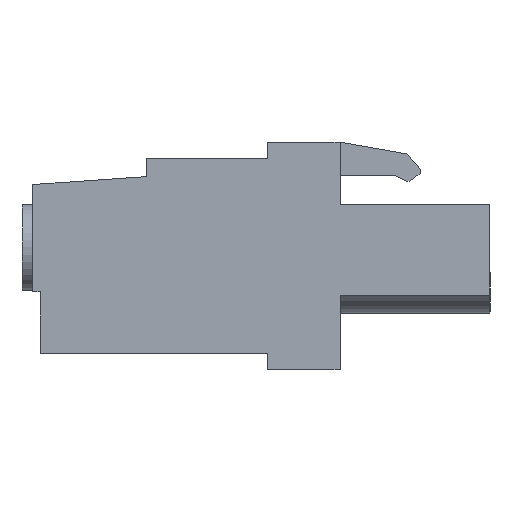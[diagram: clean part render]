
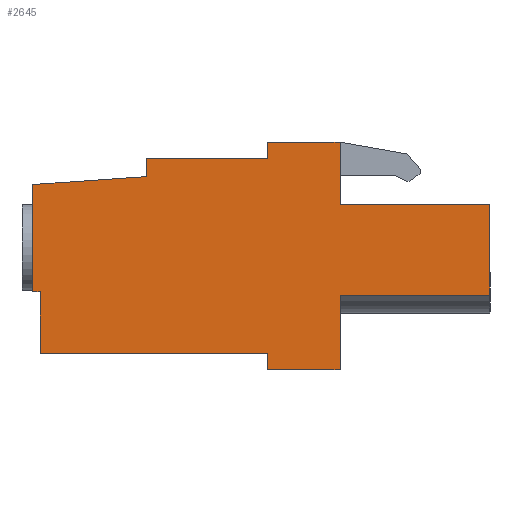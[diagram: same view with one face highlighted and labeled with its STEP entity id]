
A CAD part, left-side view. The second image highlights one B-rep face of the part: STEP entity #2645.
In plain terms, the highlighted planar face has unit normal (-1, 0, 0).
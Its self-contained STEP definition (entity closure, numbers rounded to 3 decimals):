
#84 = EDGE_CURVE ( 'NONE', #2236, #2704, #4949, .T. ) ;
#128 = CARTESIAN_POINT ( 'NONE',  ( 0., -8.3, -5. ) ) ;
#280 = ORIENTED_EDGE ( 'NONE', *, *, #2246, .F. ) ;
#286 = ORIENTED_EDGE ( 'NONE', *, *, #2110, .F. ) ;
#324 = CARTESIAN_POINT ( 'NONE',  ( 0., 17., 1.115 ) ) ;
#597 = VECTOR ( 'NONE', #3137, 1000. ) ;
#659 = ORIENTED_EDGE ( 'NONE', *, *, #5748, .F. ) ;
#701 = CARTESIAN_POINT ( 'NONE',  ( 0., 17., 1.115 ) ) ;
#765 = VECTOR ( 'NONE', #5124, 1000. ) ;
#769 = LINE ( 'NONE', #1183, #2283 ) ;
#929 = VECTOR ( 'NONE', #4108, 1000. ) ;
#940 = LINE ( 'NONE', #6356, #2458 ) ;
#944 = ORIENTED_EDGE ( 'NONE', *, *, #2919, .F. ) ;
#945 = LINE ( 'NONE', #1483, #2282 ) ;
#981 = CARTESIAN_POINT ( 'NONE',  ( 0., 0., -5. ) ) ;
#1183 = CARTESIAN_POINT ( 'NONE',  ( 0., 16.6, -8.235 ) ) ;
#1420 = EDGE_CURVE ( 'NONE', #2623, #4989, #3631, .T. ) ;
#1450 = DIRECTION ( 'NONE',  ( 0., 0., -1. ) ) ;
#1468 = DIRECTION ( 'NONE',  ( 0., 0., -1. ) ) ;
#1483 = CARTESIAN_POINT ( 'NONE',  ( 0., 0., 3.46 ) ) ;
#1554 = EDGE_CURVE ( 'NONE', #5869, #4912, #6864, .T. ) ;
#1562 = ORIENTED_EDGE ( 'NONE', *, *, #5234, .F. ) ;
#1593 = VERTEX_POINT ( 'NONE', #7181 ) ;
#1616 = LINE ( 'NONE', #2769, #2972 ) ;
#1628 = DIRECTION ( 'NONE',  ( 0., -0.998, 0.07 ) ) ;
#1801 = VERTEX_POINT ( 'NONE', #2320 ) ;
#1870 = CARTESIAN_POINT ( 'NONE',  ( 0., 0., -9.14 ) ) ;
#1879 = ORIENTED_EDGE ( 'NONE', *, *, #6911, .F. ) ;
#1907 = VECTOR ( 'NONE', #3826, 1000. ) ;
#2079 = LINE ( 'NONE', #5437, #6401 ) ;
#2094 = LINE ( 'NONE', #4777, #2278 ) ;
#2110 = EDGE_CURVE ( 'NONE', #3858, #2236, #7280, .T. ) ;
#2144 = EDGE_CURVE ( 'NONE', #5260, #5869, #940, .T. ) ;
#2149 = DIRECTION ( 'NONE',  ( 0., 0., 1. ) ) ;
#2236 = VERTEX_POINT ( 'NONE', #4280 ) ;
#2246 = EDGE_CURVE ( 'NONE', #4989, #5063, #2094, .T. ) ;
#2278 = VECTOR ( 'NONE', #5138, 1000. ) ;
#2282 = VECTOR ( 'NONE', #4877, 1000. ) ;
#2283 = VECTOR ( 'NONE', #4607, 1000. ) ;
#2311 = CARTESIAN_POINT ( 'NONE',  ( 0., 4., -8.235 ) ) ;
#2320 = CARTESIAN_POINT ( 'NONE',  ( 0., 4., 3.46 ) ) ;
#2447 = LINE ( 'NONE', #6894, #929 ) ;
#2458 = VECTOR ( 'NONE', #6034, 1000. ) ;
#2472 = DIRECTION ( 'NONE',  ( 0., 0., -1. ) ) ;
#2558 = CARTESIAN_POINT ( 'NONE',  ( 0., 10.7, 1.555 ) ) ;
#2608 = ORIENTED_EDGE ( 'NONE', *, *, #6062, .F. ) ;
#2622 = CARTESIAN_POINT ( 'NONE',  ( 0., -8.3, 0. ) ) ;
#2623 = VERTEX_POINT ( 'NONE', #2558 ) ;
#2635 = CARTESIAN_POINT ( 'NONE',  ( 0., 0., -9.14 ) ) ;
#2645 = ADVANCED_FACE ( 'NONE', ( #7100 ), #3728, .F. ) ;
#2704 = VERTEX_POINT ( 'NONE', #981 ) ;
#2720 = VECTOR ( 'NONE', #6539, 1000. ) ;
#2769 = CARTESIAN_POINT ( 'NONE',  ( 0., 10.7, 1.555 ) ) ;
#2919 = EDGE_CURVE ( 'NONE', #3550, #4725, #3789, .T. ) ;
#2972 = VECTOR ( 'NONE', #1628, 1000. ) ;
#3137 = DIRECTION ( 'NONE',  ( 0., 1., 0. ) ) ;
#3149 = ORIENTED_EDGE ( 'NONE', *, *, #6262, .F. ) ;
#3461 = CARTESIAN_POINT ( 'NONE',  ( 0., 10.7, 2.555 ) ) ;
#3550 = VERTEX_POINT ( 'NONE', #5240 ) ;
#3614 = ORIENTED_EDGE ( 'NONE', *, *, #2144, .F. ) ;
#3631 = LINE ( 'NONE', #3461, #3805 ) ;
#3728 = PLANE ( 'NONE',  #6197 ) ;
#3757 = VECTOR ( 'NONE', #1468, 1000. ) ;
#3784 = EDGE_CURVE ( 'NONE', #7170, #5260, #2079, .T. ) ;
#3789 = LINE ( 'NONE', #2311, #765 ) ;
#3805 = VECTOR ( 'NONE', #2149, 1000. ) ;
#3826 = DIRECTION ( 'NONE',  ( 0., 1., 0. ) ) ;
#3851 = VECTOR ( 'NONE', #2472, 1000. ) ;
#3858 = VERTEX_POINT ( 'NONE', #7210 ) ;
#3920 = CARTESIAN_POINT ( 'NONE',  ( 0., 17., -4.815 ) ) ;
#4034 = LINE ( 'NONE', #1870, #3851 ) ;
#4087 = EDGE_LOOP ( 'NONE', ( #3149, #1879, #6566, #2608, #280, #5429, #6844, #5609, #3614, #7271, #1562, #944, #659, #5020, #5543, #286 ) ) ;
#4108 = DIRECTION ( 'NONE',  ( 0., 0., 1. ) ) ;
#4280 = CARTESIAN_POINT ( 'NONE',  ( 0., -8.3, -5. ) ) ;
#4316 = VECTOR ( 'NONE', #7118, 1000. ) ;
#4354 = DIRECTION ( 'NONE',  ( 0., 0., 1. ) ) ;
#4423 = CARTESIAN_POINT ( 'NONE',  ( 0., 10.7, 2.555 ) ) ;
#4469 = CARTESIAN_POINT ( 'NONE',  ( 0., 4., 2.555 ) ) ;
#4598 = EDGE_CURVE ( 'NONE', #1801, #1593, #945, .T. ) ;
#4607 = DIRECTION ( 'NONE',  ( 0., 1., 0. ) ) ;
#4725 = VERTEX_POINT ( 'NONE', #6921 ) ;
#4777 = CARTESIAN_POINT ( 'NONE',  ( 0., 4., 2.555 ) ) ;
#4850 = DIRECTION ( 'NONE',  ( 1., 0., 0. ) ) ;
#4877 = DIRECTION ( 'NONE',  ( 0., -1., 0. ) ) ;
#4884 = DIRECTION ( 'NONE',  ( 0., 0., 1. ) ) ;
#4912 = VERTEX_POINT ( 'NONE', #324 ) ;
#4949 = LINE ( 'NONE', #5054, #597 ) ;
#4989 = VERTEX_POINT ( 'NONE', #4423 ) ;
#5020 = ORIENTED_EDGE ( 'NONE', *, *, #6677, .F. ) ;
#5054 = CARTESIAN_POINT ( 'NONE',  ( 0., 0., -5. ) ) ;
#5063 = VERTEX_POINT ( 'NONE', #4469 ) ;
#5124 = DIRECTION ( 'NONE',  ( 0., 0., 1. ) ) ;
#5135 = CARTESIAN_POINT ( 'NONE',  ( 0., 16.6, -8.235 ) ) ;
#5138 = DIRECTION ( 'NONE',  ( 0., -1., 0. ) ) ;
#5234 = EDGE_CURVE ( 'NONE', #4725, #7170, #769, .T. ) ;
#5240 = CARTESIAN_POINT ( 'NONE',  ( 0., 4., -9.14 ) ) ;
#5255 = LINE ( 'NONE', #5435, #3757 ) ;
#5260 = VERTEX_POINT ( 'NONE', #5758 ) ;
#5386 = VECTOR ( 'NONE', #4354, 1000. ) ;
#5429 = ORIENTED_EDGE ( 'NONE', *, *, #1420, .F. ) ;
#5435 = CARTESIAN_POINT ( 'NONE',  ( 0., 0., 0. ) ) ;
#5437 = CARTESIAN_POINT ( 'NONE',  ( 0., 16.6, -4.815 ) ) ;
#5543 = ORIENTED_EDGE ( 'NONE', *, *, #84, .F. ) ;
#5609 = ORIENTED_EDGE ( 'NONE', *, *, #1554, .F. ) ;
#5694 = VERTEX_POINT ( 'NONE', #2635 ) ;
#5748 = EDGE_CURVE ( 'NONE', #5694, #3550, #6079, .T. ) ;
#5758 = CARTESIAN_POINT ( 'NONE',  ( 0., 16.6, -4.815 ) ) ;
#5869 = VERTEX_POINT ( 'NONE', #3920 ) ;
#6034 = DIRECTION ( 'NONE',  ( 0., 1., 0. ) ) ;
#6062 = EDGE_CURVE ( 'NONE', #5063, #1801, #2447, .T. ) ;
#6079 = LINE ( 'NONE', #7156, #1907 ) ;
#6197 = AXIS2_PLACEMENT_3D ( 'NONE', #6513, #4850, #1450 ) ;
#6262 = EDGE_CURVE ( 'NONE', #6737, #3858, #7013, .T. ) ;
#6356 = CARTESIAN_POINT ( 'NONE',  ( 0., 17., -4.815 ) ) ;
#6401 = VECTOR ( 'NONE', #4884, 1000. ) ;
#6441 = EDGE_CURVE ( 'NONE', #4912, #2623, #1616, .T. ) ;
#6513 = CARTESIAN_POINT ( 'NONE',  ( 0., 0., 0. ) ) ;
#6539 = DIRECTION ( 'NONE',  ( 0., -1., 0. ) ) ;
#6566 = ORIENTED_EDGE ( 'NONE', *, *, #4598, .F. ) ;
#6677 = EDGE_CURVE ( 'NONE', #2704, #5694, #4034, .T. ) ;
#6737 = VERTEX_POINT ( 'NONE', #6957 ) ;
#6844 = ORIENTED_EDGE ( 'NONE', *, *, #6441, .F. ) ;
#6864 = LINE ( 'NONE', #701, #5386 ) ;
#6894 = CARTESIAN_POINT ( 'NONE',  ( 0., 4., 3.46 ) ) ;
#6911 = EDGE_CURVE ( 'NONE', #1593, #6737, #5255, .T. ) ;
#6921 = CARTESIAN_POINT ( 'NONE',  ( 0., 4., -8.235 ) ) ;
#6957 = CARTESIAN_POINT ( 'NONE',  ( 0., 0., 0. ) ) ;
#7013 = LINE ( 'NONE', #2622, #2720 ) ;
#7100 = FACE_OUTER_BOUND ( 'NONE', #4087, .T. ) ;
#7118 = DIRECTION ( 'NONE',  ( 0., 0., -1. ) ) ;
#7156 = CARTESIAN_POINT ( 'NONE',  ( 0., 4., -9.14 ) ) ;
#7170 = VERTEX_POINT ( 'NONE', #5135 ) ;
#7181 = CARTESIAN_POINT ( 'NONE',  ( 0., 0., 3.46 ) ) ;
#7210 = CARTESIAN_POINT ( 'NONE',  ( 0., -8.3, 0. ) ) ;
#7271 = ORIENTED_EDGE ( 'NONE', *, *, #3784, .F. ) ;
#7280 = LINE ( 'NONE', #128, #4316 ) ;
